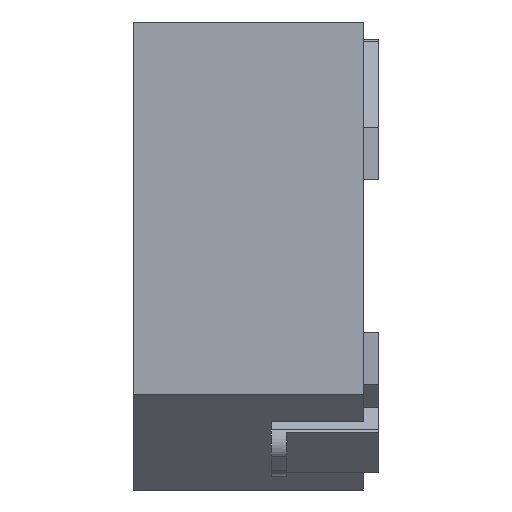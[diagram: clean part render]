
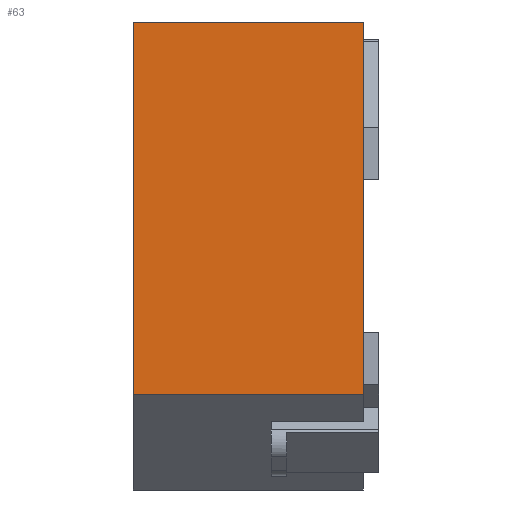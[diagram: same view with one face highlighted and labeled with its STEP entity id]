
A CAD part, left-side view. The second image highlights one B-rep face of the part: STEP entity #63.
In plain terms, the highlighted planar face has unit normal (-1, 0, 0).
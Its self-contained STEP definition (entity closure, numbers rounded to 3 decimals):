
#42 = DIRECTION ( 'NONE',  ( 0., 1., 0. ) ) ;
#59 = CARTESIAN_POINT ( 'NONE',  ( -3.05, 0., 3.05 ) ) ;
#63 = ADVANCED_FACE ( 'NONE', ( #1560 ), #993, .F. ) ;
#68 = VECTOR ( 'NONE', #535, 1000. ) ;
#83 = DIRECTION ( 'NONE',  ( 1., 0., 0. ) ) ;
#145 = EDGE_LOOP ( 'NONE', ( #2018, #1354, #1269, #1500 ) ) ;
#205 = VERTEX_POINT ( 'NONE', #2219 ) ;
#208 = CARTESIAN_POINT ( 'NONE',  ( -3.05, 3., -1.8 ) ) ;
#217 = LINE ( 'NONE', #1303, #1568 ) ;
#490 = EDGE_CURVE ( 'NONE', #850, #753, #1862, .T. ) ;
#535 = DIRECTION ( 'NONE',  ( 0., 0., 1. ) ) ;
#591 = EDGE_CURVE ( 'NONE', #670, #205, #1666, .T. ) ;
#649 = CARTESIAN_POINT ( 'NONE',  ( -3.05, 3., -3.05 ) ) ;
#670 = VERTEX_POINT ( 'NONE', #2062 ) ;
#749 = LINE ( 'NONE', #2030, #68 ) ;
#753 = VERTEX_POINT ( 'NONE', #1918 ) ;
#850 = VERTEX_POINT ( 'NONE', #59 ) ;
#878 = EDGE_CURVE ( 'NONE', #670, #850, #217, .T. ) ;
#935 = DIRECTION ( 'NONE',  ( 0., 1., 0. ) ) ;
#981 = VECTOR ( 'NONE', #935, 1000. ) ;
#993 = PLANE ( 'NONE',  #1472 ) ;
#1115 = CARTESIAN_POINT ( 'NONE',  ( -3.05, 3., 3.05 ) ) ;
#1269 = ORIENTED_EDGE ( 'NONE', *, *, #490, .T. ) ;
#1303 = CARTESIAN_POINT ( 'NONE',  ( -3.05, 0., 0. ) ) ;
#1354 = ORIENTED_EDGE ( 'NONE', *, *, #878, .T. ) ;
#1445 = EDGE_CURVE ( 'NONE', #205, #753, #749, .T. ) ;
#1472 = AXIS2_PLACEMENT_3D ( 'NONE', #649, #83, #1586 ) ;
#1500 = ORIENTED_EDGE ( 'NONE', *, *, #1445, .F. ) ;
#1560 = FACE_OUTER_BOUND ( 'NONE', #145, .T. ) ;
#1568 = VECTOR ( 'NONE', #2026, 1000. ) ;
#1586 = DIRECTION ( 'NONE',  ( 0., 0., -1. ) ) ;
#1666 = LINE ( 'NONE', #208, #981 ) ;
#1862 = LINE ( 'NONE', #1115, #2171 ) ;
#1918 = CARTESIAN_POINT ( 'NONE',  ( -3.05, 3., 3.05 ) ) ;
#2018 = ORIENTED_EDGE ( 'NONE', *, *, #591, .F. ) ;
#2026 = DIRECTION ( 'NONE',  ( 0., 0., 1. ) ) ;
#2030 = CARTESIAN_POINT ( 'NONE',  ( -3.05, 3., -3.05 ) ) ;
#2062 = CARTESIAN_POINT ( 'NONE',  ( -3.05, 0., -1.8 ) ) ;
#2171 = VECTOR ( 'NONE', #42, 1000. ) ;
#2219 = CARTESIAN_POINT ( 'NONE',  ( -3.05, 3., -1.8 ) ) ;
